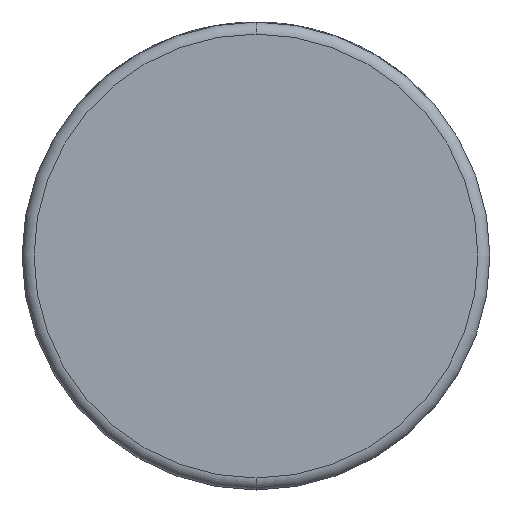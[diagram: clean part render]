
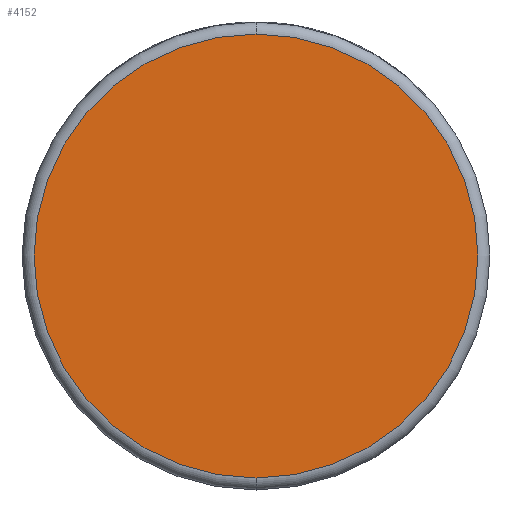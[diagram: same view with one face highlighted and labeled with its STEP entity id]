
A CAD part, front view. The second image highlights one B-rep face of the part: STEP entity #4152.
In plain terms, the highlighted planar face has unit normal (0, -1, 0).
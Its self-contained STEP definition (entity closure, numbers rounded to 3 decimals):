
#200 = CARTESIAN_POINT ( 'NONE',  ( 0., 0., 0. ) ) ;
#514 = DIRECTION ( 'NONE',  ( 0., 0., 1. ) ) ;
#587 = AXIS2_PLACEMENT_3D ( 'NONE', #1702, #4086, #514 ) ;
#594 = EDGE_CURVE ( 'NONE', #3433, #1613, #1096, .T. ) ;
#845 = DIRECTION ( 'NONE',  ( 0., 0., 1. ) ) ;
#1096 = CIRCLE ( 'NONE', #2555, 37. ) ;
#1169 = CARTESIAN_POINT ( 'NONE',  ( 0., 0., -37. ) ) ;
#1228 = FACE_OUTER_BOUND ( 'NONE', #4220, .T. ) ;
#1261 = CARTESIAN_POINT ( 'NONE',  ( 0., 0., 37. ) ) ;
#1456 = ORIENTED_EDGE ( 'NONE', *, *, #594, .T. ) ;
#1499 = DIRECTION ( 'NONE',  ( 0., -1., 0. ) ) ;
#1613 = VERTEX_POINT ( 'NONE', #1261 ) ;
#1702 = CARTESIAN_POINT ( 'NONE',  ( 0., 0., 0. ) ) ;
#2053 = CARTESIAN_POINT ( 'NONE',  ( 0., 0., 0. ) ) ;
#2354 = DIRECTION ( 'NONE',  ( 0., 1., 0. ) ) ;
#2555 = AXIS2_PLACEMENT_3D ( 'NONE', #200, #1499, #845 ) ;
#2645 = PLANE ( 'NONE',  #3642 ) ;
#2835 = EDGE_CURVE ( 'NONE', #1613, #3433, #3733, .T. ) ;
#2966 = DIRECTION ( 'NONE',  ( 0., 0., 1. ) ) ;
#3433 = VERTEX_POINT ( 'NONE', #1169 ) ;
#3642 = AXIS2_PLACEMENT_3D ( 'NONE', #2053, #2354, #2966 ) ;
#3733 = CIRCLE ( 'NONE', #587, 37. ) ;
#4085 = ORIENTED_EDGE ( 'NONE', *, *, #2835, .T. ) ;
#4086 = DIRECTION ( 'NONE',  ( 0., -1., 0. ) ) ;
#4152 = ADVANCED_FACE ( 'NONE', ( #1228 ), #2645, .F. ) ;
#4220 = EDGE_LOOP ( 'NONE', ( #4085, #1456 ) ) ;
